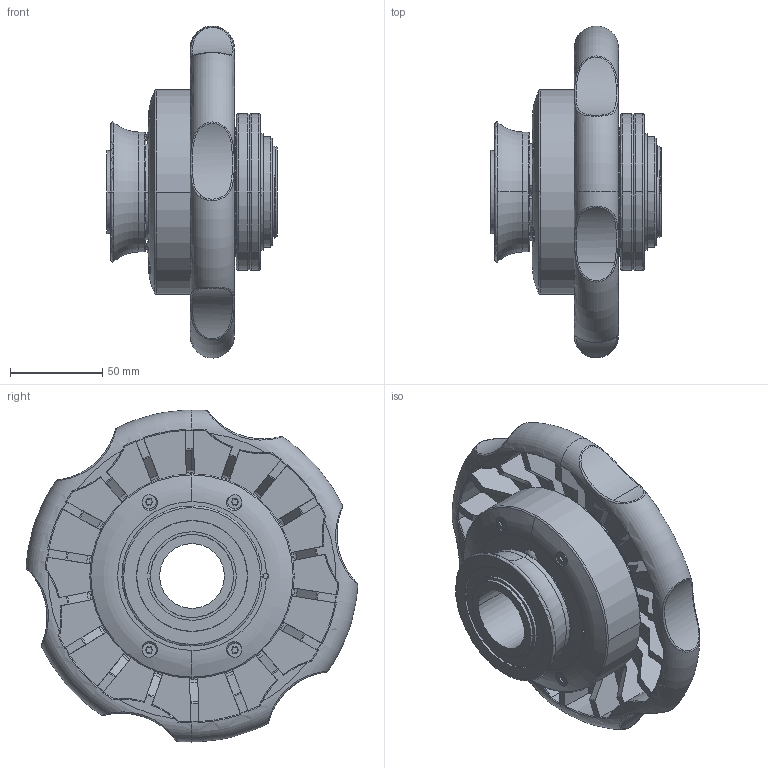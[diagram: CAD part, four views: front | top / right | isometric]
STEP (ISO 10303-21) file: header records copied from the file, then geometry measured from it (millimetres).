
FILE_DESCRIPTION (( 'STEP AP214' ), '1' );
FILE_NAME ('EL-III-35-S-00.STEP', '2020-10-20T12:22:50', ( '' ), ( '' ), 'SwSTEP 2.0', 'SolidWorks 2020', '' );
FILE_SCHEMA (( 'AUTOMOTIVE_DESIGN' ));
Length unit declared in the file: millimetre
Products named in the file (1): EL-III-35-S-00
Bounding box: 92.2 x 179.76 x 179.98 mm (x, y, z)
Volume: 521959 mm3; surface area: 217054.6 mm2
Topology: 35 solids, 35 shells, 1384 faces, 3685 edges, 2391 vertices
Faces by surface type: plane 493, cylinder 394, bspline 302, torus 107, cone 84, sphere 4
Entity records: 71210 total; most frequent: CARTESIAN_POINT 35492, ORIENTED_EDGE 7206, DIRECTION 6000, EDGE_CURVE 3603, VERTEX_POINT 2385, AXIS2_PLACEMENT_3D 2157, VECTOR 1686, LINE 1686
